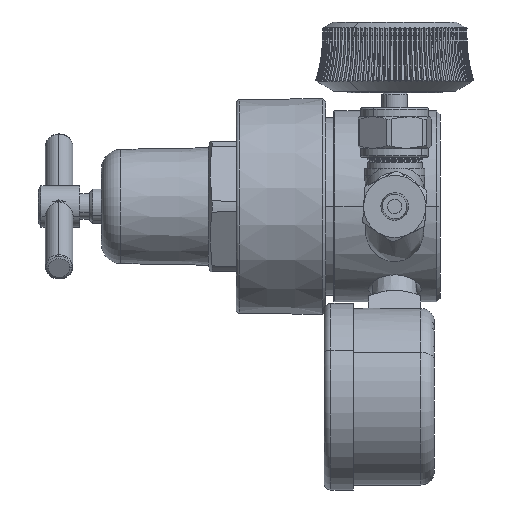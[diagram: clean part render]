
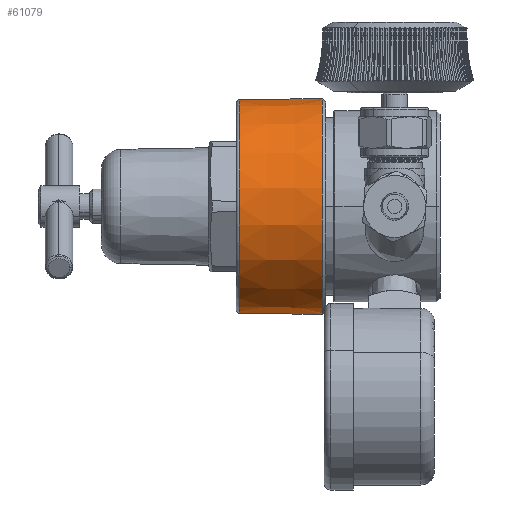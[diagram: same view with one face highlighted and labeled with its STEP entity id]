
A CAD part, left-side view. The second image highlights one B-rep face of the part: STEP entity #61079.
In plain terms, the highlighted conical face has half-angle 1 degrees and reference radius 24.69 mm.
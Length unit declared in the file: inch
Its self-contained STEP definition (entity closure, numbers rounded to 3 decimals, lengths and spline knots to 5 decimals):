
#59838=DIRECTION('',(1.,0.,-0.017));
#59839=VECTOR('',#59838,0.75064);
#59840=CARTESIAN_POINT('',(-0.78,0.,0.97862));
#59841=LINE('',#59840,#59839);
#59842=DIRECTION('',(1.,0.,0.017));
#59843=VECTOR('',#59842,0.75064);
#59844=CARTESIAN_POINT('',(-0.78,0.,-0.97862));
#59845=LINE('',#59844,#59843);
#59856=CARTESIAN_POINT('',(-0.02948,0.,0.));
#59857=DIRECTION('',(1.,0.,0.));
#59858=DIRECTION('',(0.,0.,-1.));
#59859=AXIS2_PLACEMENT_3D('',#59856,#59857,#59858);
#60761=CARTESIAN_POINT('',(-0.78,0.,0.));
#60762=DIRECTION('',(-1.,0.,0.));
#60763=DIRECTION('',(0.,0.,1.));
#60764=AXIS2_PLACEMENT_3D('',#60761,#60762,#60763);
#60984=CARTESIAN_POINT('',(-0.02948,0.,-0.96551));
#60985=CARTESIAN_POINT('',(-0.02948,0.,0.96551));
#60986=VERTEX_POINT('',#60984);
#60987=VERTEX_POINT('',#60985);
#61008=CARTESIAN_POINT('',(-0.78,0.,0.97862));
#61010=VERTEX_POINT('',#61008);
#61022=CARTESIAN_POINT('',(-0.78,0.,-0.97862));
#61024=VERTEX_POINT('',#61022);
#61064=CARTESIAN_POINT('',(-0.40474,0.,0.));
#61065=DIRECTION('',(-1.,0.,0.));
#61066=DIRECTION('',(0.,0.,-1.));
#61067=AXIS2_PLACEMENT_3D('',#61064,#61065,#61066);
#61068=CONICAL_SURFACE('',#61067,0.97206,1.);
#61070=ORIENTED_EDGE('',*,*,#61069,.F.);
#61072=ORIENTED_EDGE('',*,*,#61071,.T.);
#61074=ORIENTED_EDGE('',*,*,#61073,.T.);
#61076=ORIENTED_EDGE('',*,*,#61075,.T.);
#61077=EDGE_LOOP('',(#61070,#61072,#61074,#61076));
#61078=FACE_OUTER_BOUND('',#61077,.F.);
#61079=ADVANCED_FACE('',(#61078),#61068,.T.);
#59860=CIRCLE('',#59859,0.96551);
#60765=CIRCLE('',#60764,0.97862);
#61069=EDGE_CURVE('',#61010,#60987,#59841,.T.);
#61071=EDGE_CURVE('',#61010,#61024,#60765,.T.);
#61073=EDGE_CURVE('',#61024,#60986,#59845,.T.);
#61075=EDGE_CURVE('',#60986,#60987,#59860,.T.);
